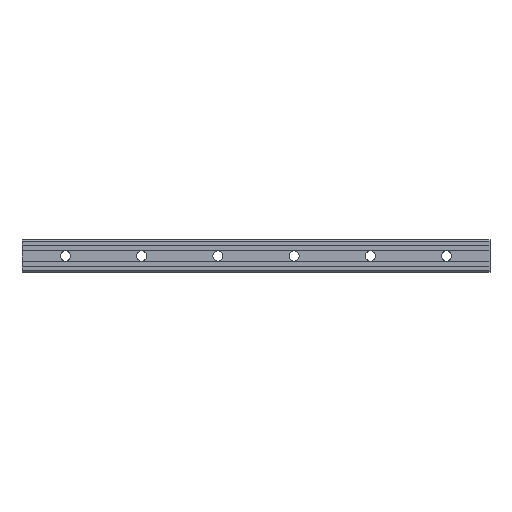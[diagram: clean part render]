
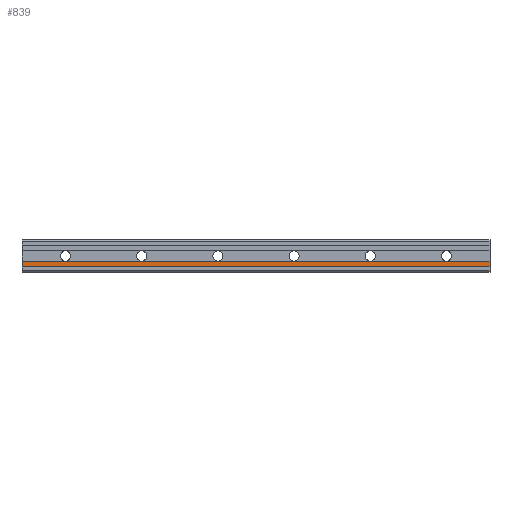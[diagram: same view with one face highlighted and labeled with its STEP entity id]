
A CAD part, front view. The second image highlights one B-rep face of the part: STEP entity #839.
In plain terms, the highlighted planar face has unit normal (0, -1, 0).
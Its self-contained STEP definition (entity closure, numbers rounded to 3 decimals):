
#150 = CARTESIAN_POINT ( 'NONE',  ( 585., 0.5, -7.5 ) ) ;
#460 = DIRECTION ( 'NONE',  ( 0., 0., 1. ) ) ;
#502 = FACE_OUTER_BOUND ( 'NONE', #1873, .T. ) ;
#586 = ORIENTED_EDGE ( 'NONE', *, *, #825, .T. ) ;
#651 = DIRECTION ( 'NONE',  ( 1., 0., 0. ) ) ;
#654 = DIRECTION ( 'NONE',  ( 0., 0., -1. ) ) ;
#673 = DIRECTION ( 'NONE',  ( -1., 0., 0. ) ) ;
#693 = CARTESIAN_POINT ( 'NONE',  ( -60., 0.5, -14.5 ) ) ;
#706 = PLANE ( 'NONE',  #1803 ) ;
#757 = CARTESIAN_POINT ( 'NONE',  ( -60., 0.5, -7.5 ) ) ;
#825 = EDGE_CURVE ( 'NONE', #1781, #831, #1650, .T. ) ;
#831 = VERTEX_POINT ( 'NONE', #693 ) ;
#839 = ADVANCED_FACE ( 'NONE', ( #502 ), #706, .F. ) ;
#897 = VECTOR ( 'NONE', #673, 1000. ) ;
#917 = CARTESIAN_POINT ( 'NONE',  ( 585., 0.5, -14.5 ) ) ;
#975 = EDGE_CURVE ( 'NONE', #1566, #831, #1078, .T. ) ;
#998 = LINE ( 'NONE', #1440, #2255 ) ;
#1078 = LINE ( 'NONE', #917, #897 ) ;
#1190 = ORIENTED_EDGE ( 'NONE', *, *, #2072, .F. ) ;
#1440 = CARTESIAN_POINT ( 'NONE',  ( 585., 0.5, -7.5 ) ) ;
#1442 = CARTESIAN_POINT ( 'NONE',  ( 585., 0.5, -7.5 ) ) ;
#1466 = ORIENTED_EDGE ( 'NONE', *, *, #975, .F. ) ;
#1508 = VECTOR ( 'NONE', #654, 1000. ) ;
#1566 = VERTEX_POINT ( 'NONE', #2277 ) ;
#1585 = VECTOR ( 'NONE', #2092, 1000. ) ;
#1617 = VERTEX_POINT ( 'NONE', #150 ) ;
#1650 = LINE ( 'NONE', #2426, #1508 ) ;
#1781 = VERTEX_POINT ( 'NONE', #757 ) ;
#1803 = AXIS2_PLACEMENT_3D ( 'NONE', #1442, #2239, #460 ) ;
#1873 = EDGE_LOOP ( 'NONE', ( #1466, #1190, #2029, #586 ) ) ;
#2029 = ORIENTED_EDGE ( 'NONE', *, *, #2276, .F. ) ;
#2072 = EDGE_CURVE ( 'NONE', #1617, #1566, #2106, .T. ) ;
#2092 = DIRECTION ( 'NONE',  ( 0., 0., -1. ) ) ;
#2106 = LINE ( 'NONE', #2287, #1585 ) ;
#2239 = DIRECTION ( 'NONE',  ( 0., 1., 0. ) ) ;
#2255 = VECTOR ( 'NONE', #651, 1000. ) ;
#2276 = EDGE_CURVE ( 'NONE', #1781, #1617, #998, .T. ) ;
#2277 = CARTESIAN_POINT ( 'NONE',  ( 585., 0.5, -14.5 ) ) ;
#2287 = CARTESIAN_POINT ( 'NONE',  ( 585., 0.5, 22.211 ) ) ;
#2426 = CARTESIAN_POINT ( 'NONE',  ( -60., 0.5, 22.211 ) ) ;
